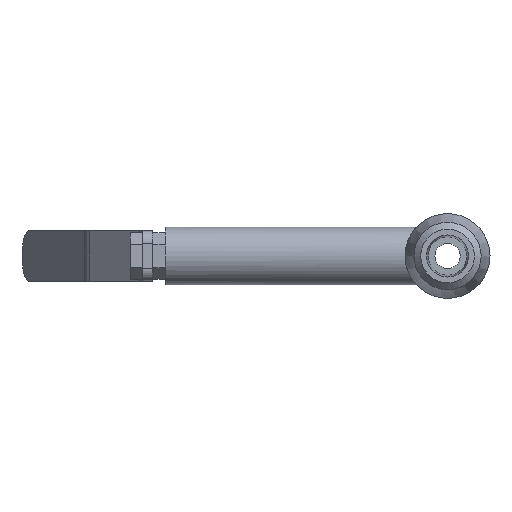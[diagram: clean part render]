
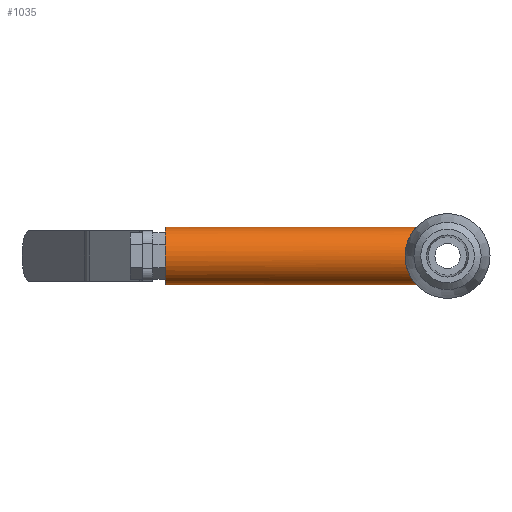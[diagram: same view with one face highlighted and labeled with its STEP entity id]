
A CAD part, left-side view. The second image highlights one B-rep face of the part: STEP entity #1035.
In plain terms, the highlighted cylindrical face has radius 11.5 mm (diameter 23 mm), a full revolution.
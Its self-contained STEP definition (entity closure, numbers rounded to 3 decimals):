
#962=CARTESIAN_POINT('',(115.0,112.,0.0));
#963=DIRECTION('',(0.0,-1.0,0.0));
#964=DIRECTION('',(1.0,0.0,0.0));
#965=AXIS2_PLACEMENT_3D('',#962,#963,#964);
#966=CYLINDRICAL_SURFACE('',#965,11.5);
#967=CARTESIAN_POINT('',(103.5,112.,0.));
#968=VERTEX_POINT('',#967);
#969=CARTESIAN_POINT('',(115.0,112.,0.0));
#970=DIRECTION('',(0.0,-1.0,0.0));
#971=DIRECTION('',(1.0,0.0,0.0));
#972=AXIS2_PLACEMENT_3D('',#969,#970,#971);
#973=CIRCLE('',#972,11.5);
#974=EDGE_CURVE('',#968,#968,#973,.T.);
#975=ORIENTED_EDGE('',*,*,#974,.T.);
#976=EDGE_LOOP('',(#975));
#977=FACE_OUTER_BOUND('',#976,.T.);
#978=CARTESIAN_POINT('',(115.0,12.316,-11.5));
#979=VERTEX_POINT('',#978);
#980=CARTESIAN_POINT('',(115.0,12.316,-11.5));
#981=CARTESIAN_POINT('',(115.759,12.316,-11.5));
#982=CARTESIAN_POINT('',(116.528,12.388,-11.424));
#983=CARTESIAN_POINT('',(118.035,12.662,-11.119));
#984=CARTESIAN_POINT('',(118.772,12.863,-10.89));
#985=CARTESIAN_POINT('',(120.875,13.581,-10.002));
#986=CARTESIAN_POINT('',(122.132,14.207,-9.132));
#987=CARTESIAN_POINT('',(124.119,15.302,-7.144));
#988=CARTESIAN_POINT('',(124.998,15.857,-5.885));
#989=CARTESIAN_POINT('',(125.892,16.439,-3.769));
#990=CARTESIAN_POINT('',(126.121,16.594,-3.026));
#991=CARTESIAN_POINT('',(126.426,16.799,-1.516));
#992=CARTESIAN_POINT('',(126.5,16.85,-0.749));
#993=CARTESIAN_POINT('',(126.5,16.85,0.749));
#994=CARTESIAN_POINT('',(126.426,16.799,1.516));
#995=CARTESIAN_POINT('',(126.121,16.594,3.026));
#996=CARTESIAN_POINT('',(125.892,16.439,3.769));
#997=CARTESIAN_POINT('',(124.998,15.857,5.885));
#998=CARTESIAN_POINT('',(124.119,15.302,7.144));
#999=CARTESIAN_POINT('',(122.132,14.207,9.132));
#1000=CARTESIAN_POINT('',(120.875,13.581,10.002));
#1001=CARTESIAN_POINT('',(118.772,12.863,10.89));
#1002=CARTESIAN_POINT('',(118.035,12.662,11.119));
#1003=CARTESIAN_POINT('',(116.528,12.388,11.424));
#1004=CARTESIAN_POINT('',(115.759,12.316,11.5));
#1005=CARTESIAN_POINT('',(114.241,12.316,11.5));
#1006=CARTESIAN_POINT('',(113.472,12.388,11.424));
#1007=CARTESIAN_POINT('',(111.965,12.662,11.119));
#1008=CARTESIAN_POINT('',(111.228,12.863,10.89));
#1009=CARTESIAN_POINT('',(109.125,13.581,10.002));
#1010=CARTESIAN_POINT('',(107.868,14.207,9.132));
#1011=CARTESIAN_POINT('',(105.881,15.302,7.144));
#1012=CARTESIAN_POINT('',(105.002,15.857,5.885));
#1013=CARTESIAN_POINT('',(104.108,16.439,3.769));
#1014=CARTESIAN_POINT('',(103.879,16.594,3.026));
#1015=CARTESIAN_POINT('',(103.574,16.799,1.516));
#1016=CARTESIAN_POINT('',(103.5,16.85,0.749));
#1017=CARTESIAN_POINT('',(103.5,16.85,-0.749));
#1018=CARTESIAN_POINT('',(103.574,16.799,-1.516));
#1019=CARTESIAN_POINT('',(103.879,16.594,-3.026));
#1020=CARTESIAN_POINT('',(104.108,16.439,-3.769));
#1021=CARTESIAN_POINT('',(105.002,15.857,-5.885));
#1022=CARTESIAN_POINT('',(105.881,15.302,-7.144));
#1023=CARTESIAN_POINT('',(107.868,14.207,-9.132));
#1024=CARTESIAN_POINT('',(109.125,13.581,-10.002));
#1025=CARTESIAN_POINT('',(111.228,12.863,-10.89));
#1026=CARTESIAN_POINT('',(111.965,12.662,-11.119));
#1027=CARTESIAN_POINT('',(113.472,12.388,-11.424));
#1028=CARTESIAN_POINT('',(114.241,12.316,-11.5));
#1029=CARTESIAN_POINT('',(115.,12.316,-11.5));
#1030=B_SPLINE_CURVE_WITH_KNOTS('',3,(#980,#981,#982,#983,#984,#985,#986,#987,#988,#989,#990,#991,#992,#993,#994,#995,#996,#997,#998,#999,#1000,#1001,#1002,#1003,#1004,#1005,#1006,#1007,#1008,#1009,#1010,#1011,#1012,#1013,#1014,#1015,#1016,#1017,#1018,#1019,#1020,#1021,#1022,#1023,#1024,#1025,#1026,#1027,#1028,#1029),.UNSPECIFIED.,.T.,.U.,(4,2,2,2,2,2,2,2,2,2,2,2,2,2,2,2,2,2,2,2,2,2,2,2,4),(0.0,0.228,0.455,0.91,1.36,1.585,1.81,2.034,2.259,2.709,3.164,3.392,3.619,3.847,4.074,4.53,4.979,5.204,5.429,5.654,5.878,6.328,6.783,7.011,7.238),.UNSPECIFIED.);
#1031=EDGE_CURVE('',#979,#979,#1030,.T.);
#1032=ORIENTED_EDGE('',*,*,#1031,.F.);
#1033=EDGE_LOOP('',(#1032));
#1034=FACE_BOUND('',#1033,.T.);
#1035=ADVANCED_FACE('',(#977,#1034),#966,.T.);
